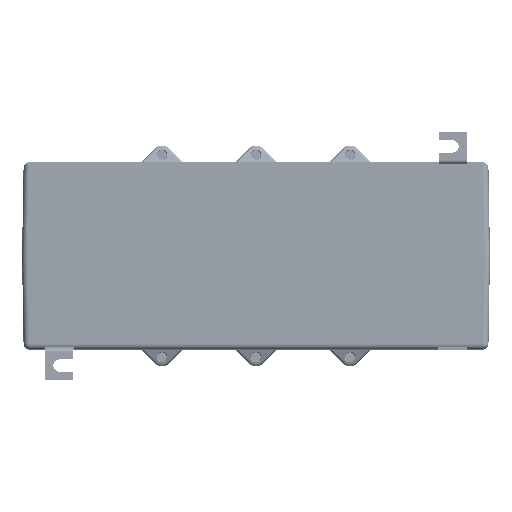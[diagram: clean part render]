
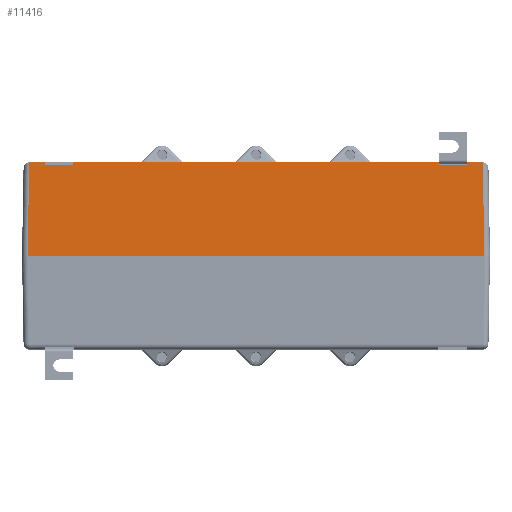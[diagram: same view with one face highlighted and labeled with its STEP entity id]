
A CAD part, front view. The second image highlights one B-rep face of the part: STEP entity #11416.
In plain terms, the highlighted planar face has unit normal (0, -1, 0.018).
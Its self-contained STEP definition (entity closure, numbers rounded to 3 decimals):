
#10571 = VERTEX_POINT ( 'NONE', #49108 ) ;
#10578 = VERTEX_POINT ( 'NONE', #49055 ) ;
#10584 = EDGE_CURVE ( 'NONE', #10571, #10578, #49160, .T. ) ;
#11300 = EDGE_CURVE ( 'NONE', #11444, #11450, #71894, .T. ) ;
#11305 = EDGE_CURVE ( 'NONE', #11344, #11334, #71887, .T. ) ;
#11313 = VERTEX_POINT ( 'NONE', #71883 ) ;
#11314 = VERTEX_POINT ( 'NONE', #71882 ) ;
#11334 = VERTEX_POINT ( 'NONE', #71917 ) ;
#11344 = VERTEX_POINT ( 'NONE', #71911 ) ;
#11371 = EDGE_LOOP ( 'NONE', ( #11420, #11422, #11424, #11441, #11426, #11386, #11401, #11395, #11388, #11520, #11384, #11523 ) ) ;
#11380 = EDGE_CURVE ( 'NONE', #11314, #11399, #71949, .T. ) ;
#11382 = VERTEX_POINT ( 'NONE', #71940 ) ;
#11384 = ORIENTED_EDGE ( 'NONE', *, *, #11305, .F. ) ;
#11386 = ORIENTED_EDGE ( 'NONE', *, *, #11393, .F. ) ;
#11388 = ORIENTED_EDGE ( 'NONE', *, *, #11403, .F. ) ;
#11393 = EDGE_CURVE ( 'NONE', #11313, #11382, #71947, .T. ) ;
#11395 = ORIENTED_EDGE ( 'NONE', *, *, #11380, .T. ) ;
#11397 = VERTEX_POINT ( 'NONE', #71991 ) ;
#11399 = VERTEX_POINT ( 'NONE', #71990 ) ;
#11401 = ORIENTED_EDGE ( 'NONE', *, *, #11442, .F. ) ;
#11403 = EDGE_CURVE ( 'NONE', #11397, #11399, #71987, .T. ) ;
#11409 = EDGE_CURVE ( 'NONE', #11334, #11397, #71976, .T. ) ;
#11410 = EDGE_CURVE ( 'NONE', #11344, #10571, #72012, .T. ) ;
#11413 = VERTEX_POINT ( 'NONE', #71977 ) ;
#11416 = ADVANCED_FACE ( 'NONE', ( #72006 ), #71988, .T. ) ;
#11418 = EDGE_CURVE ( 'NONE', #11444, #11413, #72004, .T. ) ;
#11420 = ORIENTED_EDGE ( 'NONE', *, *, #10584, .T. ) ;
#11422 = ORIENTED_EDGE ( 'NONE', *, *, #11439, .T. ) ;
#11424 = ORIENTED_EDGE ( 'NONE', *, *, #11300, .F. ) ;
#11426 = ORIENTED_EDGE ( 'NONE', *, *, #11535, .F. ) ;
#11439 = EDGE_CURVE ( 'NONE', #10578, #11450, #72034, .T. ) ;
#11441 = ORIENTED_EDGE ( 'NONE', *, *, #11418, .T. ) ;
#11442 = EDGE_CURVE ( 'NONE', #11314, #11313, #72005, .T. ) ;
#11444 = VERTEX_POINT ( 'NONE', #72001 ) ;
#11450 = VERTEX_POINT ( 'NONE', #72035 ) ;
#11520 = ORIENTED_EDGE ( 'NONE', *, *, #11409, .F. ) ;
#11523 = ORIENTED_EDGE ( 'NONE', *, *, #11410, .T. ) ;
#11535 = EDGE_CURVE ( 'NONE', #11382, #11413, #72081, .T. ) ;
#49055 = CARTESIAN_POINT ( 'NONE',  ( 122., -110., 0. ) ) ;
#49108 = CARTESIAN_POINT ( 'NONE',  ( -122., -110., 0. ) ) ;
#49157 = DIRECTION ( 'NONE',  ( 1., 0., 0. ) ) ;
#49158 = VECTOR ( 'NONE', #49157, 1000. ) ;
#49159 = CARTESIAN_POINT ( 'NONE',  ( 125., -110., 0. ) ) ;
#49160 = LINE ( 'NONE', #49159, #49158 ) ;
#71882 = CARTESIAN_POINT ( 'NONE',  ( -97.5, -109.127, 50. ) ) ;
#71883 = CARTESIAN_POINT ( 'NONE',  ( 97.5, -109.127, 50. ) ) ;
#71884 = DIRECTION ( 'NONE',  ( 1., 0., 0. ) ) ;
#71885 = VECTOR ( 'NONE', #71884, 1000. ) ;
#71886 = CARTESIAN_POINT ( 'NONE',  ( 125., -109.127, 50. ) ) ;
#71887 = LINE ( 'NONE', #71886, #71885 ) ;
#71890 = DIRECTION ( 'NONE',  ( 1., 0., 0. ) ) ;
#71891 = VECTOR ( 'NONE', #71890, 1000. ) ;
#71892 = CARTESIAN_POINT ( 'NONE',  ( 125., -109.127, 50. ) ) ;
#71894 = LINE ( 'NONE', #71892, #71891 ) ;
#71911 = CARTESIAN_POINT ( 'NONE',  ( -121.128, -109.127, 50. ) ) ;
#71917 = CARTESIAN_POINT ( 'NONE',  ( -112.5, -109.127, 50. ) ) ;
#71924 = CARTESIAN_POINT ( 'NONE',  ( 97.5, -110., 0. ) ) ;
#71926 = DIRECTION ( 'NONE',  ( 0., -0.017, -1. ) ) ;
#71927 = VECTOR ( 'NONE', #71926, 1000. ) ;
#71928 = CARTESIAN_POINT ( 'NONE',  ( -97.5, -110., 0. ) ) ;
#71930 = VECTOR ( 'NONE', #71933, 1000. ) ;
#71933 = DIRECTION ( 'NONE',  ( 0., -0.017, -1. ) ) ;
#71940 = CARTESIAN_POINT ( 'NONE',  ( 97.5, -109.155, 48.4 ) ) ;
#71947 = LINE ( 'NONE', #71924, #71930 ) ;
#71949 = LINE ( 'NONE', #71928, #71927 ) ;
#71973 = DIRECTION ( 'NONE',  ( 0., -0.017, -1. ) ) ;
#71974 = VECTOR ( 'NONE', #71973, 1000. ) ;
#71975 = CARTESIAN_POINT ( 'NONE',  ( -112.5, -110., 0. ) ) ;
#71976 = LINE ( 'NONE', #71975, #71974 ) ;
#71977 = CARTESIAN_POINT ( 'NONE',  ( 112.5, -109.155, 48.4 ) ) ;
#71984 = DIRECTION ( 'NONE',  ( 1., 0., 0. ) ) ;
#71985 = VECTOR ( 'NONE', #71984, 1000. ) ;
#71986 = CARTESIAN_POINT ( 'NONE',  ( 125., -109.155, 48.4 ) ) ;
#71987 = LINE ( 'NONE', #71986, #71985 ) ;
#71988 = PLANE ( 'NONE',  #71989 ) ;
#71989 = AXIS2_PLACEMENT_3D ( 'NONE', #72008, #72007, #72013 ) ;
#71990 = CARTESIAN_POINT ( 'NONE',  ( -97.5, -109.155, 48.4 ) ) ;
#71991 = CARTESIAN_POINT ( 'NONE',  ( -112.5, -109.155, 48.4 ) ) ;
#71997 = DIRECTION ( 'NONE',  ( 0., -0.017, -1. ) ) ;
#71998 = VECTOR ( 'NONE', #71997, 1000. ) ;
#71999 = CARTESIAN_POINT ( 'NONE',  ( 112.5, -110., 0. ) ) ;
#72001 = CARTESIAN_POINT ( 'NONE',  ( 112.5, -109.127, 50. ) ) ;
#72004 = LINE ( 'NONE', #71999, #71998 ) ;
#72005 = LINE ( 'NONE', #72029, #72028 ) ;
#72006 = FACE_OUTER_BOUND ( 'NONE', #11371, .T. ) ;
#72007 = DIRECTION ( 'NONE',  ( 0., -1., 0.017 ) ) ;
#72008 = CARTESIAN_POINT ( 'NONE',  ( 125., -110., 0. ) ) ;
#72009 = DIRECTION ( 'NONE',  ( -0.017, -0.017, -1. ) ) ;
#72010 = VECTOR ( 'NONE', #72009, 1000. ) ;
#72011 = CARTESIAN_POINT ( 'NONE',  ( -121.925, -109.925, 4.309 ) ) ;
#72012 = LINE ( 'NONE', #72011, #72010 ) ;
#72013 = DIRECTION ( 'NONE',  ( 0., -0.017, -1. ) ) ;
#72027 = DIRECTION ( 'NONE',  ( 1., 0., 0. ) ) ;
#72028 = VECTOR ( 'NONE', #72027, 1000. ) ;
#72029 = CARTESIAN_POINT ( 'NONE',  ( 125., -109.127, 50. ) ) ;
#72030 = DIRECTION ( 'NONE',  ( -0.017, 0.017, 1. ) ) ;
#72031 = VECTOR ( 'NONE', #72030, 1000. ) ;
#72032 = CARTESIAN_POINT ( 'NONE',  ( 122.001, -110.001, -0.052 ) ) ;
#72034 = LINE ( 'NONE', #72032, #72031 ) ;
#72035 = CARTESIAN_POINT ( 'NONE',  ( 121.128, -109.127, 50. ) ) ;
#72081 = LINE ( 'NONE', #72106, #72105 ) ;
#72104 = DIRECTION ( 'NONE',  ( 1., 0., 0. ) ) ;
#72105 = VECTOR ( 'NONE', #72104, 1000. ) ;
#72106 = CARTESIAN_POINT ( 'NONE',  ( 125., -109.155, 48.4 ) ) ;
